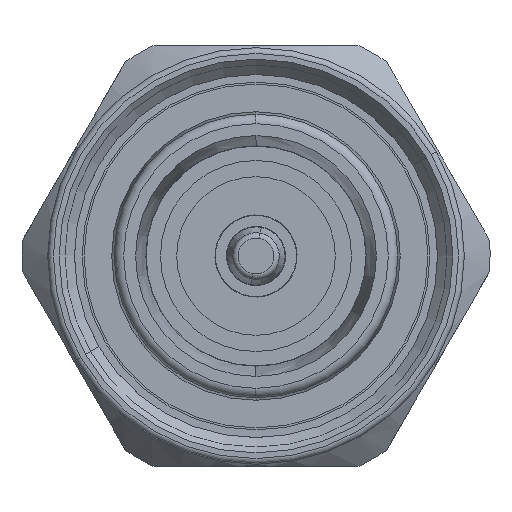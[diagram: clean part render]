
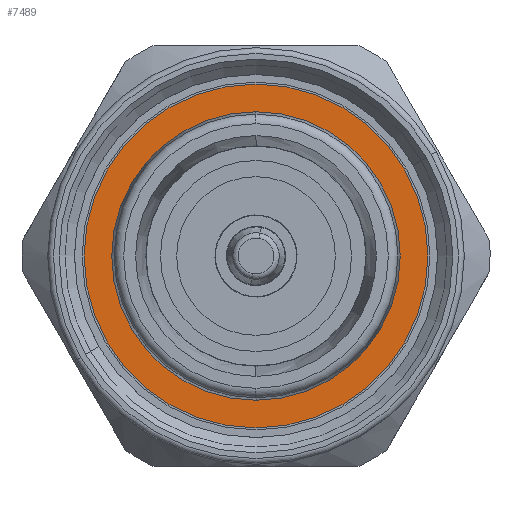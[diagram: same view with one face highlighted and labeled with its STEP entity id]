
A CAD part, left-side view. The second image highlights one B-rep face of the part: STEP entity #7489.
In plain terms, the highlighted face is planar.
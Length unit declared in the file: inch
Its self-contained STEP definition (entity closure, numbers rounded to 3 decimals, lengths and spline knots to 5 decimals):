
#736 = DIRECTION ( 'NONE',  ( 0., 0., -1. ) ) ;
#897 = AXIS2_PLACEMENT_3D ( 'NONE', #12619, #17019, #14112 ) ;
#1120 = EDGE_CURVE ( 'NONE', #6124, #10006, #8417, .T. ) ;
#1232 = EDGE_LOOP ( 'NONE', ( #15787, #17863 ) ) ;
#1933 = AXIS2_PLACEMENT_3D ( 'NONE', #16633, #13628, #12136 ) ;
#2444 = FACE_OUTER_BOUND ( 'NONE', #1232, .T. ) ;
#2717 = DIRECTION ( 'NONE',  ( 1., 0., 0. ) ) ;
#2729 = EDGE_CURVE ( 'NONE', #14072, #3788, #5331, .T. ) ;
#2935 = CIRCLE ( 'NONE', #897, 0.35433 ) ;
#3447 = CIRCLE ( 'NONE', #1933, 0.29724 ) ;
#3788 = VERTEX_POINT ( 'NONE', #9026 ) ;
#5052 = DIRECTION ( 'NONE',  ( 1., 0., 0. ) ) ;
#5331 = CIRCLE ( 'NONE', #18467, 0.35433 ) ;
#5458 = CARTESIAN_POINT ( 'NONE',  ( -0.33071, 0., 0. ) ) ;
#6124 = VERTEX_POINT ( 'NONE', #7948 ) ;
#6700 = EDGE_CURVE ( 'NONE', #3788, #14072, #2935, .T. ) ;
#6933 = DIRECTION ( 'NONE',  ( 0., 1., 0. ) ) ;
#7489 = ADVANCED_FACE ( 'NONE', ( #2444, #10973 ), #8153, .T. ) ;
#7715 = DIRECTION ( 'NONE',  ( 0., 0., -1. ) ) ;
#7948 = CARTESIAN_POINT ( 'NONE',  ( -0.33071, 0., -0.29724 ) ) ;
#8153 = PLANE ( 'NONE',  #17175 ) ;
#8417 = CIRCLE ( 'NONE', #15352, 0.29724 ) ;
#9026 = CARTESIAN_POINT ( 'NONE',  ( -0.33071, 0., -0.35433 ) ) ;
#9333 = CARTESIAN_POINT ( 'NONE',  ( -0.33071, 0., 0. ) ) ;
#9705 = CARTESIAN_POINT ( 'NONE',  ( -0.33071, 0., 0.29724 ) ) ;
#10006 = VERTEX_POINT ( 'NONE', #9705 ) ;
#10973 = FACE_BOUND ( 'NONE', #13341, .T. ) ;
#12136 = DIRECTION ( 'NONE',  ( 0., 0., -1. ) ) ;
#12619 = CARTESIAN_POINT ( 'NONE',  ( -0.33071, 0., 0. ) ) ;
#12726 = ORIENTED_EDGE ( 'NONE', *, *, #1120, .F. ) ;
#13341 = EDGE_LOOP ( 'NONE', ( #12726, #15082 ) ) ;
#13628 = DIRECTION ( 'NONE',  ( 1., 0., 0. ) ) ;
#13988 = CARTESIAN_POINT ( 'NONE',  ( -0.33071, 0.35433, 0. ) ) ;
#14072 = VERTEX_POINT ( 'NONE', #17803 ) ;
#14084 = DIRECTION ( 'NONE',  ( 1., 0., 0. ) ) ;
#14112 = DIRECTION ( 'NONE',  ( 0., 0., -1. ) ) ;
#15082 = ORIENTED_EDGE ( 'NONE', *, *, #17411, .F. ) ;
#15352 = AXIS2_PLACEMENT_3D ( 'NONE', #9333, #5052, #736 ) ;
#15787 = ORIENTED_EDGE ( 'NONE', *, *, #6700, .T. ) ;
#16633 = CARTESIAN_POINT ( 'NONE',  ( -0.33071, 0., 0. ) ) ;
#17019 = DIRECTION ( 'NONE',  ( 1., 0., 0. ) ) ;
#17175 = AXIS2_PLACEMENT_3D ( 'NONE', #13988, #2717, #6933 ) ;
#17411 = EDGE_CURVE ( 'NONE', #10006, #6124, #3447, .T. ) ;
#17803 = CARTESIAN_POINT ( 'NONE',  ( -0.33071, 0., 0.35433 ) ) ;
#17863 = ORIENTED_EDGE ( 'NONE', *, *, #2729, .T. ) ;
#18467 = AXIS2_PLACEMENT_3D ( 'NONE', #5458, #14084, #7715 ) ;
